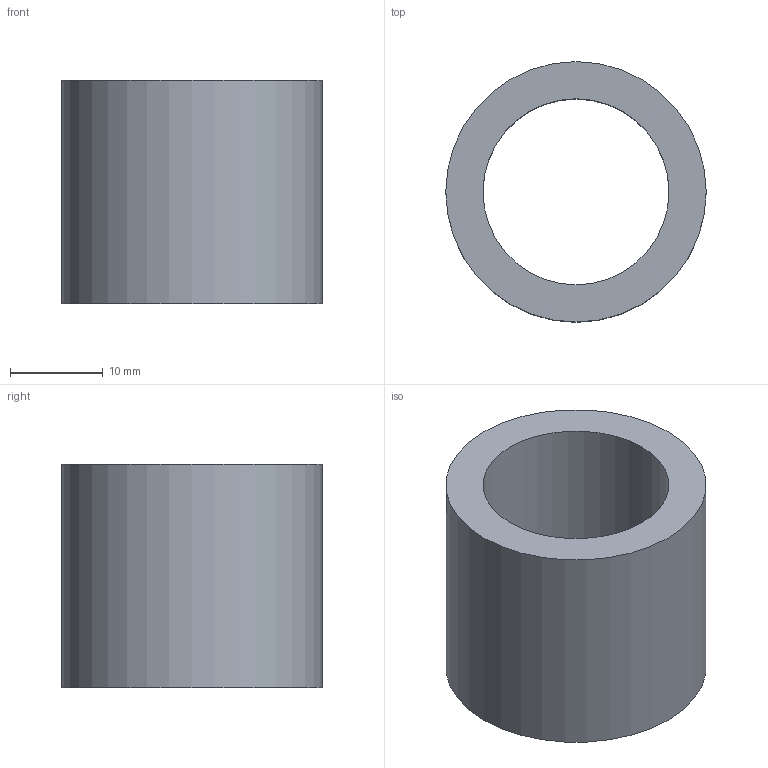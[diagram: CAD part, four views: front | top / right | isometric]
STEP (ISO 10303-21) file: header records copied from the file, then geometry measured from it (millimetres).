
FILE_DESCRIPTION(/* description */ (''),/* implementation_level */ '2;1');
FILE_NAME(/* name */ 'anilloseparador.stp',/* time_stamp */ '2021-01-10T16:50:14-03:00',/* author */ ('dieku'),/* organization */ (''),/* preprocessor_version */ 'ST-DEVELOPER v18.1',/* originating_system */ 'Autodesk Inventor 2021',/* authorisation */ '');
FILE_SCHEMA (('AUTOMOTIVE_DESIGN { 1 0 10303 214 3 1 1 }'));
Length unit declared in the file: millimetre
Products named in the file (1): anilloseparador
Bounding box: 28 x 28 x 24 mm (x, y, z)
Volume: 7238.2 mm3; surface area: 4222.3 mm2
Topology: 1 solids, 1 shells, 4 faces, 8 edges, 6 vertices
Faces by surface type: cylinder 2, plane 2
Full cylindrical faces by diameter (mm): 20 x1, 28 x1
Entity records: 159 total; most frequent: DIRECTION 24, CARTESIAN_POINT 19, ORIENTED_EDGE 16, AXIS2_PLACEMENT_3D 11, EDGE_CURVE 8, EDGE_LOOP 6, CIRCLE 6, VERTEX_POINT 6
